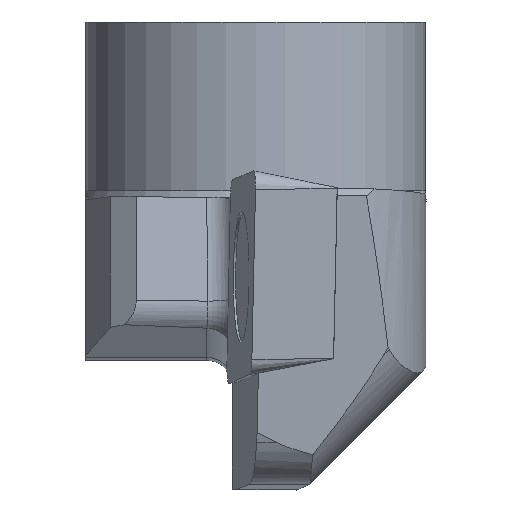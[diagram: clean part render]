
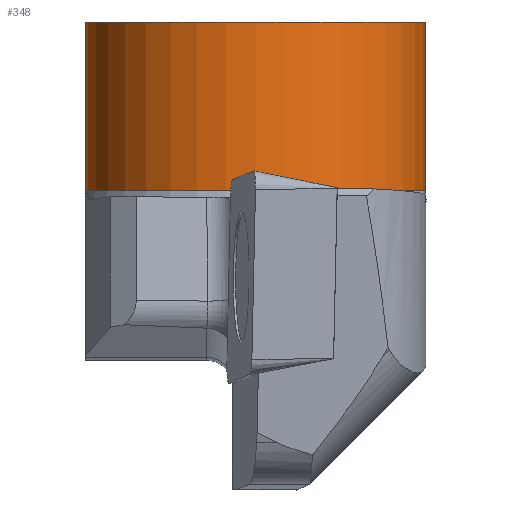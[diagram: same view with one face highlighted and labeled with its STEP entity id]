
A CAD part, left-side view. The second image highlights one B-rep face of the part: STEP entity #348.
In plain terms, the highlighted cylindrical face has radius 8 mm (diameter 16 mm), a full revolution.
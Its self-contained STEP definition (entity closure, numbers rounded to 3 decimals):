
#119=CYLINDRICAL_SURFACE('',#1241,8.);
#137=FACE_BOUND('',#485,.T.);
#138=FACE_BOUND('',#486,.T.);
#181=LINE('',#1781,#249);
#182=LINE('',#1785,#250);
#249=VECTOR('',#1412,1.);
#250=VECTOR('',#1415,1.);
#307=ELLIPSE('',#1238,11.668,8.);
#316=B_SPLINE_CURVE_WITH_KNOTS('',3,(#1752,#1753,#1754,#1755,#1756,#1757),
 .UNSPECIFIED.,.F.,.F.,(4,2,4),(0.,0.5,1.),.UNSPECIFIED.);
#317=B_SPLINE_CURVE_WITH_KNOTS('',3,(#1760,#1761,#1762,#1763,#1764,#1765),
 .UNSPECIFIED.,.F.,.F.,(4,2,4),(0.,0.5,1.),.UNSPECIFIED.);
#318=B_SPLINE_CURVE_WITH_KNOTS('',3,(#1767,#1768,#1769,#1770),
 .UNSPECIFIED.,.F.,.F.,(4,4),(0.,1.),.UNSPECIFIED.);
#319=B_SPLINE_CURVE_WITH_KNOTS('',3,(#1772,#1773,#1774,#1775,#1776,#1777),
 .UNSPECIFIED.,.F.,.F.,(4,2,4),(0.,0.5,1.),.UNSPECIFIED.);
#348=ADVANCED_FACE('',(#137,#138),#119,.T.);
#485=EDGE_LOOP('',(#595,#596,#597,#598,#599,#600,#601,#602));
#486=EDGE_LOOP('',(#603));
#595=ORIENTED_EDGE('',*,*,#988,.F.);
#596=ORIENTED_EDGE('',*,*,#989,.T.);
#597=ORIENTED_EDGE('',*,*,#990,.T.);
#598=ORIENTED_EDGE('',*,*,#991,.F.);
#599=ORIENTED_EDGE('',*,*,#992,.T.);
#600=ORIENTED_EDGE('',*,*,#993,.T.);
#601=ORIENTED_EDGE('',*,*,#994,.T.);
#602=ORIENTED_EDGE('',*,*,#995,.F.);
#603=ORIENTED_EDGE('',*,*,#996,.T.);
#881=VERTEX_POINT('',#1758);
#882=VERTEX_POINT('',#1759);
#883=VERTEX_POINT('',#1766);
#884=VERTEX_POINT('',#1771);
#885=VERTEX_POINT('',#1778);
#886=VERTEX_POINT('',#1780);
#887=VERTEX_POINT('',#1782);
#888=VERTEX_POINT('',#1784);
#889=VERTEX_POINT('',#1787);
#988=EDGE_CURVE('',#881,#882,#316,.T.);
#989=EDGE_CURVE('',#881,#883,#317,.T.);
#990=EDGE_CURVE('',#883,#884,#318,.T.);
#991=EDGE_CURVE('',#885,#884,#319,.T.);
#992=EDGE_CURVE('',#885,#886,#307,.T.);
#993=EDGE_CURVE('',#886,#887,#181,.T.);
#994=EDGE_CURVE('',#887,#888,#1106,.T.);
#995=EDGE_CURVE('',#882,#888,#182,.T.);
#996=EDGE_CURVE('',#889,#889,#1107,.T.);
#1106=CIRCLE('',#1239,8.);
#1107=CIRCLE('',#1240,8.);
#1238=AXIS2_PLACEMENT_3D('',#1779,#1410,#1411);
#1239=AXIS2_PLACEMENT_3D('',#1783,#1413,#1414);
#1240=AXIS2_PLACEMENT_3D('',#1786,#1416,#1417);
#1241=AXIS2_PLACEMENT_3D('',#1788,#1418,#1419);
#1410=DIRECTION('',(-0.728,0.,0.686));
#1411=DIRECTION('',(0.686,0.,0.728));
#1412=DIRECTION('',(0.,0.,1.));
#1413=DIRECTION('',(0.,0.,1.));
#1414=DIRECTION('',(1.,0.,0.));
#1415=DIRECTION('',(0.,0.,1.));
#1416=DIRECTION('',(0.,0.,-1.));
#1417=DIRECTION('',(1.,0.,0.));
#1418=DIRECTION('',(0.,0.,1.));
#1419=DIRECTION('',(1.,0.,0.));
#1752=CARTESIAN_POINT('',(5.347,-5.95,-8.33));
#1753=CARTESIAN_POINT('',(4.646,-6.58,-7.891));
#1754=CARTESIAN_POINT('',(3.721,-7.158,-7.658));
#1755=CARTESIAN_POINT('',(1.769,-7.871,-7.995));
#1756=CARTESIAN_POINT('',(0.816,-8.,-8.528));
#1757=CARTESIAN_POINT('',(0.,-8.,-9.191));
#1758=CARTESIAN_POINT('',(5.347,-5.95,-8.33));
#1759=CARTESIAN_POINT('',(0.,-8.,-9.191));
#1760=CARTESIAN_POINT('',(5.347,-5.95,-8.33));
#1761=CARTESIAN_POINT('',(6.264,-5.127,-7.831));
#1762=CARTESIAN_POINT('',(7.03,-4.038,-7.516));
#1763=CARTESIAN_POINT('',(7.951,-1.583,-7.16));
#1764=CARTESIAN_POINT('',(8.106,-0.21,-7.112));
#1765=CARTESIAN_POINT('',(7.924,1.1,-7.177));
#1766=CARTESIAN_POINT('',(7.924,1.1,-7.177));
#1767=CARTESIAN_POINT('',(7.924,1.1,-7.177));
#1768=CARTESIAN_POINT('',(7.896,1.302,-7.1));
#1769=CARTESIAN_POINT('',(7.857,1.52,-7.059));
#1770=CARTESIAN_POINT('',(7.81,1.733,-7.065));
#1771=CARTESIAN_POINT('',(7.81,1.733,-7.065));
#1772=CARTESIAN_POINT('',(2.039,7.736,-9.483));
#1773=CARTESIAN_POINT('',(3.221,7.424,-8.517));
#1774=CARTESIAN_POINT('',(4.533,6.764,-7.884));
#1775=CARTESIAN_POINT('',(6.697,4.632,-7.184));
#1776=CARTESIAN_POINT('',(7.476,3.238,-7.101));
#1777=CARTESIAN_POINT('',(7.81,1.733,-7.065));
#1778=CARTESIAN_POINT('',(2.039,7.736,-9.483));
#1779=CARTESIAN_POINT('',(0.,0.,-11.648));
#1780=CARTESIAN_POINT('',(0.,8.,-11.648));
#1781=CARTESIAN_POINT('',(0.,8.,-33.));
#1782=CARTESIAN_POINT('',(0.,8.,-7.948));
#1783=CARTESIAN_POINT('',(0.,0.,-7.948));
#1784=CARTESIAN_POINT('',(0.,-8.,-7.948));
#1785=CARTESIAN_POINT('',(0.,-8.,-33.));
#1786=CARTESIAN_POINT('',(0.,0.,0.));
#1787=CARTESIAN_POINT('',(8.,0.,0.));
#1788=CARTESIAN_POINT('',(0.,0.,0.));
